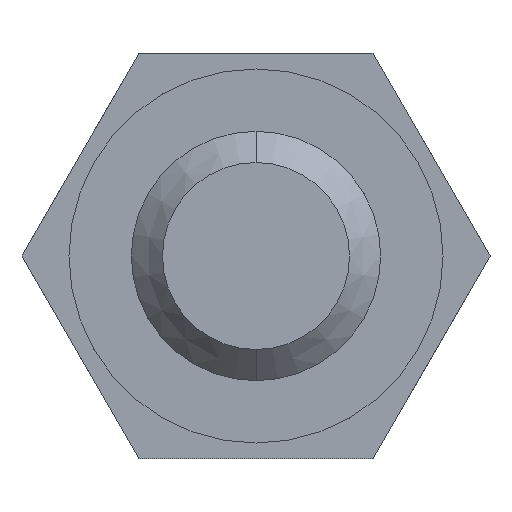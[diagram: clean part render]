
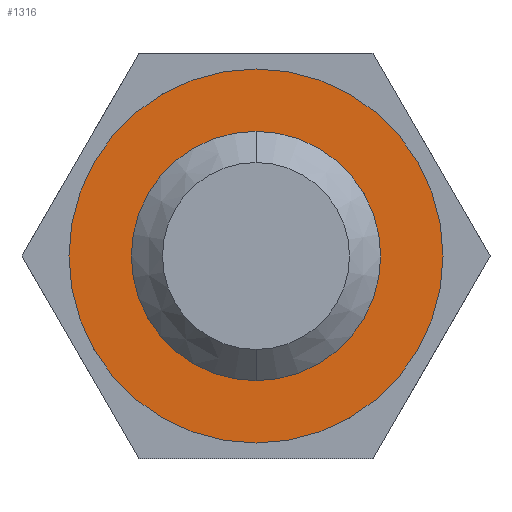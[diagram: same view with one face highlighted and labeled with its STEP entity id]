
A CAD part, front view. The second image highlights one B-rep face of the part: STEP entity #1316.
In plain terms, the highlighted planar face has unit normal (0, -1, 0).
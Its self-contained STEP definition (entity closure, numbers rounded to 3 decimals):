
#56 = CARTESIAN_POINT ( 'NONE',  ( 0., -0.2, 0. ) ) ;
#66 = ORIENTED_EDGE ( 'NONE', *, *, #342, .F. ) ;
#87 = DIRECTION ( 'NONE',  ( 0., -1., 0. ) ) ;
#119 = ORIENTED_EDGE ( 'NONE', *, *, #3462, .F. ) ;
#124 = DIRECTION ( 'NONE',  ( 0., 0., -1. ) ) ;
#131 = ORIENTED_EDGE ( 'NONE', *, *, #2139, .T. ) ;
#239 = ORIENTED_EDGE ( 'NONE', *, *, #2416, .T. ) ;
#242 = DIRECTION ( 'NONE',  ( 0., 0., -1. ) ) ;
#250 = DIRECTION ( 'NONE',  ( 0., -1., 0. ) ) ;
#269 = CARTESIAN_POINT ( 'NONE',  ( 0., -0.2, -4. ) ) ;
#279 = CARTESIAN_POINT ( 'NONE',  ( 0., -0.2, 0. ) ) ;
#342 = EDGE_CURVE ( 'NONE', #1830, #1616, #488, .T. ) ;
#488 = CIRCLE ( 'NONE', #1997, 4. ) ;
#634 = PLANE ( 'NONE',  #1843 ) ;
#684 = CARTESIAN_POINT ( 'NONE',  ( 0., -0.2, 4. ) ) ;
#747 = DIRECTION ( 'NONE',  ( 0., -1., 0. ) ) ;
#1040 = VERTEX_POINT ( 'NONE', #2066 ) ;
#1164 = DIRECTION ( 'NONE',  ( 0., 0., -1. ) ) ;
#1178 = DIRECTION ( 'NONE',  ( 0., -1., 0. ) ) ;
#1184 = CARTESIAN_POINT ( 'NONE',  ( 0., -0.2, 0. ) ) ;
#1253 = FACE_BOUND ( 'NONE', #3966, .T. ) ;
#1316 = ADVANCED_FACE ( 'NONE', ( #1253, #4064 ), #634, .T. ) ;
#1342 = AXIS2_PLACEMENT_3D ( 'NONE', #2867, #747, #3252 ) ;
#1360 = CARTESIAN_POINT ( 'NONE',  ( 0., -0.2, -6. ) ) ;
#1616 = VERTEX_POINT ( 'NONE', #269 ) ;
#1765 = AXIS2_PLACEMENT_3D ( 'NONE', #3069, #3090, #3959 ) ;
#1830 = VERTEX_POINT ( 'NONE', #684 ) ;
#1843 = AXIS2_PLACEMENT_3D ( 'NONE', #279, #250, #242 ) ;
#1997 = AXIS2_PLACEMENT_3D ( 'NONE', #1184, #1178, #1164 ) ;
#2066 = CARTESIAN_POINT ( 'NONE',  ( 0., -0.2, 6. ) ) ;
#2139 = EDGE_CURVE ( 'NONE', #1040, #2581, #4587, .T. ) ;
#2229 = CIRCLE ( 'NONE', #1765, 6. ) ;
#2416 = EDGE_CURVE ( 'NONE', #2581, #1040, #2229, .T. ) ;
#2581 = VERTEX_POINT ( 'NONE', #1360 ) ;
#2867 = CARTESIAN_POINT ( 'NONE',  ( 0., -0.2, 0. ) ) ;
#3069 = CARTESIAN_POINT ( 'NONE',  ( 0., -0.2, 0. ) ) ;
#3090 = DIRECTION ( 'NONE',  ( 0., -1., 0. ) ) ;
#3252 = DIRECTION ( 'NONE',  ( 0., 0., -1. ) ) ;
#3269 = AXIS2_PLACEMENT_3D ( 'NONE', #56, #87, #124 ) ;
#3462 = EDGE_CURVE ( 'NONE', #1616, #1830, #4431, .T. ) ;
#3959 = DIRECTION ( 'NONE',  ( 0., 0., -1. ) ) ;
#3966 = EDGE_LOOP ( 'NONE', ( #66, #119 ) ) ;
#4064 = FACE_OUTER_BOUND ( 'NONE', #4232, .T. ) ;
#4232 = EDGE_LOOP ( 'NONE', ( #131, #239 ) ) ;
#4431 = CIRCLE ( 'NONE', #1342, 4. ) ;
#4587 = CIRCLE ( 'NONE', #3269, 6. ) ;
